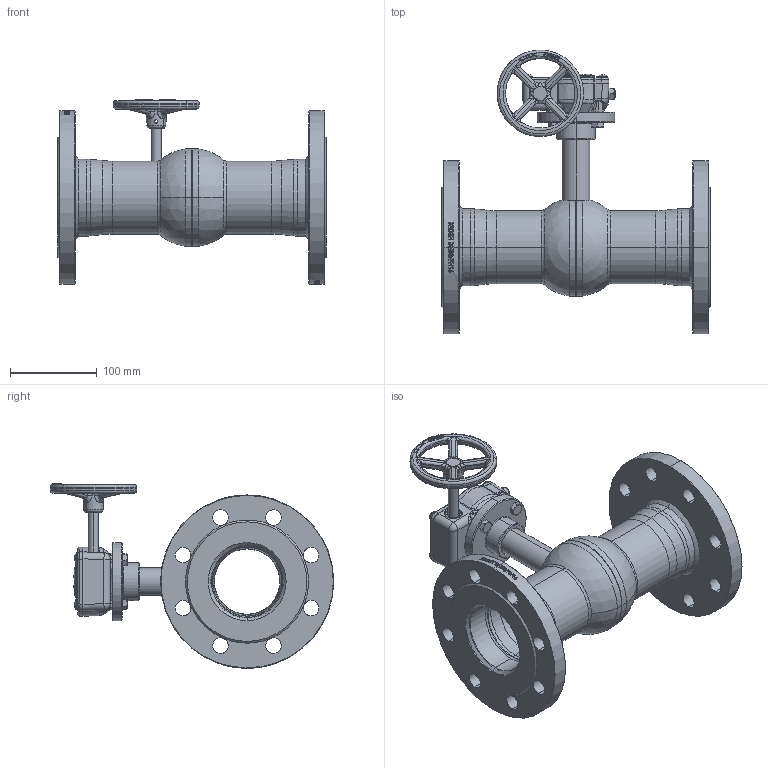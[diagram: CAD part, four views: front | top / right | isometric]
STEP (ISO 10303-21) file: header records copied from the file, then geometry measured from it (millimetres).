
FILE_DESCRIPTION (( 'STEP AP214' ), '1' );
FILE_NAME ('8500416080 480.step', '2025-05-29T08:11:32', ( '' ), ( '' ), 'SwSTEP 2.0', 'SolidWorks 2023', '' );
FILE_SCHEMA (( 'AUTOMOTIVE_DESIGN' ));
Products named in the file (1): 8500416080 480
Bounding box: 310 x 327.24 x 213 mm (x, y, z)
Surface area: 331620.2 mm2 (no closed solid volume)
Topology: 0 solids, 33 shells, 953 faces, 3136 edges, 2129 vertices
Faces by surface type: plane 289, bspline 246, cylinder 207, cone 135, torus 54, sphere 22
Entity records: 65126 total; most frequent: CARTESIAN_POINT 40875, ORIENTED_EDGE 5130, DIRECTION 4324, EDGE_CURVE 3132, VERTEX_POINT 2129, AXIS2_PLACEMENT_3D 1685, EDGE_LOOP 1070, B_SPLINE_CURVE_WITH_KNOTS 1060
